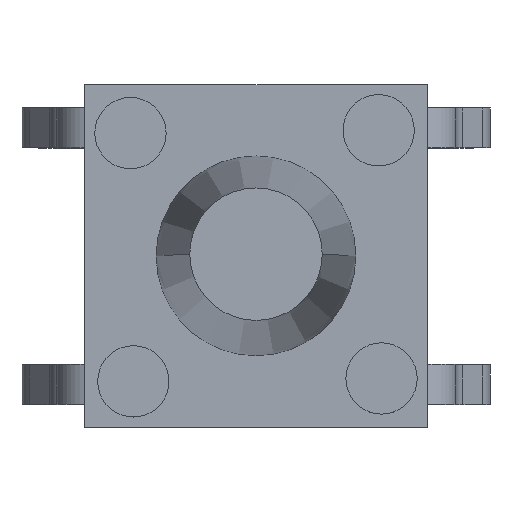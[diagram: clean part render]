
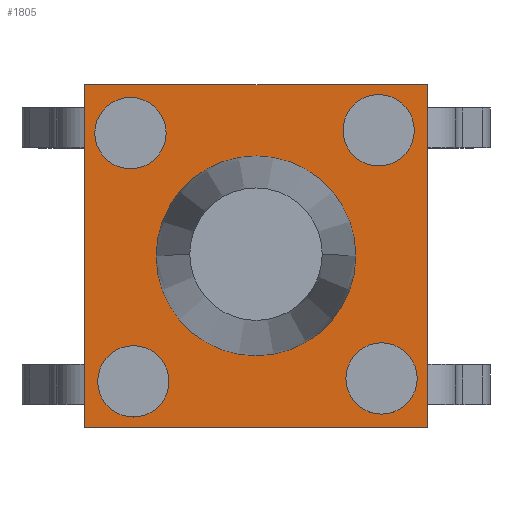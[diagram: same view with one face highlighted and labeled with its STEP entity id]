
A CAD part, top view. The second image highlights one B-rep face of the part: STEP entity #1805.
In plain terms, the highlighted planar face has unit normal (0, 0, 1).
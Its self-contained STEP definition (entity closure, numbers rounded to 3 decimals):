
#18 = CIRCLE ( 'NONE', #3231, 0.625 ) ;
#83 = DIRECTION ( 'NONE',  ( 1., 0., 0. ) ) ;
#96 = CIRCLE ( 'NONE', #2561, 0.625 ) ;
#111 = EDGE_CURVE ( 'NONE', #286, #2142, #96, .T. ) ;
#188 = DIRECTION ( 'NONE',  ( -1., 0., 0. ) ) ;
#199 = DIRECTION ( 'NONE',  ( 1., 0., 0. ) ) ;
#233 = CARTESIAN_POINT ( 'NONE',  ( 0., 0., 3.5 ) ) ;
#237 = EDGE_LOOP ( 'NONE', ( #1438, #2826, #671, #3518 ) ) ;
#286 = VERTEX_POINT ( 'NONE', #4099 ) ;
#434 = VERTEX_POINT ( 'NONE', #4873 ) ;
#468 = ORIENTED_EDGE ( 'NONE', *, *, #3596, .F. ) ;
#494 = AXIS2_PLACEMENT_3D ( 'NONE', #4654, #1637, #5146 ) ;
#499 = ORIENTED_EDGE ( 'NONE', *, *, #111, .F. ) ;
#543 = VECTOR ( 'NONE', #711, 1000. ) ;
#573 = DIRECTION ( 'NONE',  ( 0., 0., 1. ) ) ;
#671 = ORIENTED_EDGE ( 'NONE', *, *, #1431, .T. ) ;
#711 = DIRECTION ( 'NONE',  ( 1., 0., 0. ) ) ;
#783 = CIRCLE ( 'NONE', #5337, 0.625 ) ;
#795 = CIRCLE ( 'NONE', #1799, 0.625 ) ;
#811 = EDGE_CURVE ( 'NONE', #3310, #3617, #6235, .T. ) ;
#941 = ORIENTED_EDGE ( 'NONE', *, *, #3184, .T. ) ;
#1049 = LINE ( 'NONE', #3294, #6375 ) ;
#1053 = FACE_BOUND ( 'NONE', #3317, .T. ) ;
#1105 = LINE ( 'NONE', #5749, #4992 ) ;
#1179 = DIRECTION ( 'NONE',  ( 0., -1., 0. ) ) ;
#1201 = CARTESIAN_POINT ( 'NONE',  ( -2.2, 2.15, 3.5 ) ) ;
#1230 = AXIS2_PLACEMENT_3D ( 'NONE', #233, #3913, #1529 ) ;
#1260 = CARTESIAN_POINT ( 'NONE',  ( 3., 3., 3.5 ) ) ;
#1279 = EDGE_CURVE ( 'NONE', #2350, #6266, #2651, .T. ) ;
#1304 = DIRECTION ( 'NONE',  ( 0., 0., 1. ) ) ;
#1398 = AXIS2_PLACEMENT_3D ( 'NONE', #4334, #4122, #3275 ) ;
#1425 = CARTESIAN_POINT ( 'NONE',  ( 3., -3., 3.5 ) ) ;
#1431 = EDGE_CURVE ( 'NONE', #2004, #2871, #1049, .T. ) ;
#1438 = ORIENTED_EDGE ( 'NONE', *, *, #6312, .T. ) ;
#1493 = EDGE_CURVE ( 'NONE', #4545, #2546, #2302, .T. ) ;
#1529 = DIRECTION ( 'NONE',  ( 1., 0., 0. ) ) ;
#1534 = EDGE_CURVE ( 'NONE', #2871, #2455, #6215, .T. ) ;
#1637 = DIRECTION ( 'NONE',  ( 0., 0., 1. ) ) ;
#1664 = CIRCLE ( 'NONE', #4625, 0.625 ) ;
#1670 = ORIENTED_EDGE ( 'NONE', *, *, #1279, .F. ) ;
#1724 = DIRECTION ( 'NONE',  ( 1., 0., 0. ) ) ;
#1739 = CARTESIAN_POINT ( 'NONE',  ( -3., -3., 3.5 ) ) ;
#1741 = AXIS2_PLACEMENT_3D ( 'NONE', #5597, #1304, #199 ) ;
#1789 = DIRECTION ( 'NONE',  ( 0., 1., 0. ) ) ;
#1799 = AXIS2_PLACEMENT_3D ( 'NONE', #2789, #6173, #3314 ) ;
#1805 = ADVANCED_FACE ( 'NONE', ( #2481, #6217, #2645, #1053, #4947, #3705 ), #4858, .T. ) ;
#1847 = ORIENTED_EDGE ( 'NONE', *, *, #3748, .F. ) ;
#2004 = VERTEX_POINT ( 'NONE', #5258 ) ;
#2006 = ORIENTED_EDGE ( 'NONE', *, *, #5084, .F. ) ;
#2076 = DIRECTION ( 'NONE',  ( 0., 0., 1. ) ) ;
#2142 = VERTEX_POINT ( 'NONE', #4929 ) ;
#2302 = CIRCLE ( 'NONE', #4354, 0.625 ) ;
#2350 = VERTEX_POINT ( 'NONE', #4845 ) ;
#2455 = VERTEX_POINT ( 'NONE', #1425 ) ;
#2457 = VERTEX_POINT ( 'NONE', #4954 ) ;
#2481 = FACE_BOUND ( 'NONE', #4107, .T. ) ;
#2546 = VERTEX_POINT ( 'NONE', #2549 ) ;
#2549 = CARTESIAN_POINT ( 'NONE',  ( -1.575, 2.15, 3.5 ) ) ;
#2561 = AXIS2_PLACEMENT_3D ( 'NONE', #5901, #5929, #6002 ) ;
#2645 = FACE_BOUND ( 'NONE', #6474, .T. ) ;
#2651 = CIRCLE ( 'NONE', #1741, 0.625 ) ;
#2753 = LINE ( 'NONE', #1260, #5180 ) ;
#2789 = CARTESIAN_POINT ( 'NONE',  ( 2.2, -2.15, 3.5 ) ) ;
#2808 = ORIENTED_EDGE ( 'NONE', *, *, #6113, .F. ) ;
#2826 = ORIENTED_EDGE ( 'NONE', *, *, #3194, .T. ) ;
#2845 = DIRECTION ( 'NONE',  ( -1., 0., 0. ) ) ;
#2871 = VERTEX_POINT ( 'NONE', #3468 ) ;
#3071 = AXIS2_PLACEMENT_3D ( 'NONE', #6227, #3378, #188 ) ;
#3184 = EDGE_CURVE ( 'NONE', #3617, #3310, #6433, .T. ) ;
#3194 = EDGE_CURVE ( 'NONE', #2457, #2004, #1105, .T. ) ;
#3231 = AXIS2_PLACEMENT_3D ( 'NONE', #3744, #573, #4207 ) ;
#3275 = DIRECTION ( 'NONE',  ( -1., 0., 0. ) ) ;
#3294 = CARTESIAN_POINT ( 'NONE',  ( -3., 3., 3.5 ) ) ;
#3310 = VERTEX_POINT ( 'NONE', #3998 ) ;
#3313 = CARTESIAN_POINT ( 'NONE',  ( 1.75, 0., 3.5 ) ) ;
#3314 = DIRECTION ( 'NONE',  ( 1., 0., 0. ) ) ;
#3317 = EDGE_LOOP ( 'NONE', ( #499, #2006 ) ) ;
#3378 = DIRECTION ( 'NONE',  ( 0., 0., -1. ) ) ;
#3468 = CARTESIAN_POINT ( 'NONE',  ( -3., -3., 3.5 ) ) ;
#3518 = ORIENTED_EDGE ( 'NONE', *, *, #1534, .T. ) ;
#3596 = EDGE_CURVE ( 'NONE', #2546, #4545, #1664, .T. ) ;
#3617 = VERTEX_POINT ( 'NONE', #3313 ) ;
#3705 = FACE_OUTER_BOUND ( 'NONE', #237, .T. ) ;
#3744 = CARTESIAN_POINT ( 'NONE',  ( -2.15, -2.2, 3.5 ) ) ;
#3748 = EDGE_CURVE ( 'NONE', #6266, #2350, #18, .T. ) ;
#3835 = CARTESIAN_POINT ( 'NONE',  ( -2.775, -2.2, 3.5 ) ) ;
#3913 = DIRECTION ( 'NONE',  ( 0., 0., 1. ) ) ;
#3998 = CARTESIAN_POINT ( 'NONE',  ( -1.75, 0., 3.5 ) ) ;
#4099 = CARTESIAN_POINT ( 'NONE',  ( 1.525, 2.2, 3.5 ) ) ;
#4107 = EDGE_LOOP ( 'NONE', ( #5287, #941 ) ) ;
#4122 = DIRECTION ( 'NONE',  ( 0., 0., -1. ) ) ;
#4139 = ORIENTED_EDGE ( 'NONE', *, *, #1493, .F. ) ;
#4207 = DIRECTION ( 'NONE',  ( 1., 0., 0. ) ) ;
#4334 = CARTESIAN_POINT ( 'NONE',  ( 0., 0., 3.5 ) ) ;
#4352 = DIRECTION ( 'NONE',  ( 0., 0., 1. ) ) ;
#4354 = AXIS2_PLACEMENT_3D ( 'NONE', #5791, #4352, #83 ) ;
#4362 = EDGE_CURVE ( 'NONE', #434, #6422, #795, .T. ) ;
#4399 = CARTESIAN_POINT ( 'NONE',  ( -2.825, 2.15, 3.5 ) ) ;
#4419 = ORIENTED_EDGE ( 'NONE', *, *, #4362, .F. ) ;
#4545 = VERTEX_POINT ( 'NONE', #4399 ) ;
#4625 = AXIS2_PLACEMENT_3D ( 'NONE', #1201, #4733, #1724 ) ;
#4654 = CARTESIAN_POINT ( 'NONE',  ( 2.15, 2.2, 3.5 ) ) ;
#4733 = DIRECTION ( 'NONE',  ( 0., 0., 1. ) ) ;
#4845 = CARTESIAN_POINT ( 'NONE',  ( -1.525, -2.2, 3.5 ) ) ;
#4858 = PLANE ( 'NONE',  #1230 ) ;
#4873 = CARTESIAN_POINT ( 'NONE',  ( 2.825, -2.15, 3.5 ) ) ;
#4929 = CARTESIAN_POINT ( 'NONE',  ( 2.775, 2.2, 3.5 ) ) ;
#4947 = FACE_BOUND ( 'NONE', #5394, .T. ) ;
#4954 = CARTESIAN_POINT ( 'NONE',  ( 3., 3., 3.5 ) ) ;
#4992 = VECTOR ( 'NONE', #2845, 1000. ) ;
#5054 = CARTESIAN_POINT ( 'NONE',  ( 2.2, -2.15, 3.5 ) ) ;
#5084 = EDGE_CURVE ( 'NONE', #2142, #286, #5539, .T. ) ;
#5146 = DIRECTION ( 'NONE',  ( 1., 0., 0. ) ) ;
#5180 = VECTOR ( 'NONE', #1789, 1000. ) ;
#5258 = CARTESIAN_POINT ( 'NONE',  ( -3., 3., 3.5 ) ) ;
#5287 = ORIENTED_EDGE ( 'NONE', *, *, #811, .T. ) ;
#5337 = AXIS2_PLACEMENT_3D ( 'NONE', #5054, #2076, #5545 ) ;
#5394 = EDGE_LOOP ( 'NONE', ( #4139, #468 ) ) ;
#5539 = CIRCLE ( 'NONE', #494, 0.625 ) ;
#5545 = DIRECTION ( 'NONE',  ( 1., 0., 0. ) ) ;
#5597 = CARTESIAN_POINT ( 'NONE',  ( -2.15, -2.2, 3.5 ) ) ;
#5749 = CARTESIAN_POINT ( 'NONE',  ( -3., 3., 3.5 ) ) ;
#5791 = CARTESIAN_POINT ( 'NONE',  ( -2.2, 2.15, 3.5 ) ) ;
#5878 = EDGE_LOOP ( 'NONE', ( #1847, #1670 ) ) ;
#5901 = CARTESIAN_POINT ( 'NONE',  ( 2.15, 2.2, 3.5 ) ) ;
#5929 = DIRECTION ( 'NONE',  ( 0., 0., 1. ) ) ;
#6002 = DIRECTION ( 'NONE',  ( 1., 0., 0. ) ) ;
#6113 = EDGE_CURVE ( 'NONE', #6422, #434, #783, .T. ) ;
#6173 = DIRECTION ( 'NONE',  ( 0., 0., 1. ) ) ;
#6215 = LINE ( 'NONE', #1739, #543 ) ;
#6217 = FACE_BOUND ( 'NONE', #5878, .T. ) ;
#6227 = CARTESIAN_POINT ( 'NONE',  ( 0., 0., 3.5 ) ) ;
#6235 = CIRCLE ( 'NONE', #1398, 1.75 ) ;
#6266 = VERTEX_POINT ( 'NONE', #3835 ) ;
#6312 = EDGE_CURVE ( 'NONE', #2455, #2457, #2753, .T. ) ;
#6339 = CARTESIAN_POINT ( 'NONE',  ( 1.575, -2.15, 3.5 ) ) ;
#6375 = VECTOR ( 'NONE', #1179, 1000. ) ;
#6422 = VERTEX_POINT ( 'NONE', #6339 ) ;
#6433 = CIRCLE ( 'NONE', #3071, 1.75 ) ;
#6474 = EDGE_LOOP ( 'NONE', ( #2808, #4419 ) ) ;
